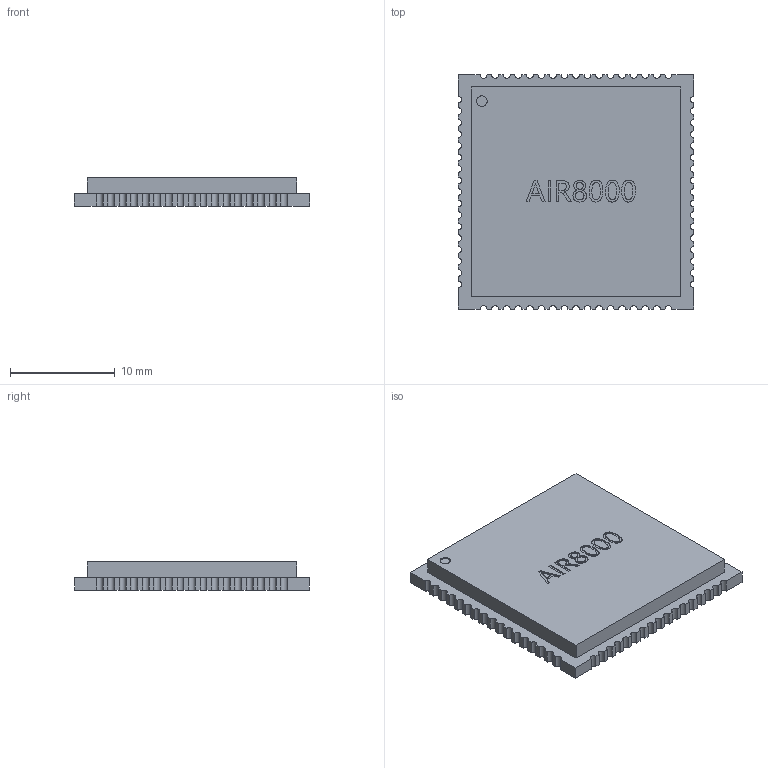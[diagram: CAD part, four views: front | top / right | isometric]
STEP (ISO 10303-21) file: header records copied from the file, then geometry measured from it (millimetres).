
FILE_DESCRIPTION(('FreeCAD Model'),'2;1');
FILE_NAME('Open CASCADE Shape Model','2025-09-17T14:10:17',(''),(''), 'Open CASCADE STEP processor 7.5','FreeCAD','Unknown');
FILE_SCHEMA(('AUTOMOTIVE_DESIGN { 1 0 10303 214 1 1 1 1 }'));
Length unit declared in the file: millimetre
Products named in the file (1): Air8000~AIR8000~J296
Bounding box: 22.43 x 22.3 x 2.7 mm (x, y, z)
Volume: 1185.8 mm3; surface area: 1242.2 mm2
Topology: 1 solids, 1 shells, 239 faces, 663 edges, 442 vertices
Faces by surface type: plane 122, cylinder 69, bspline 48
Full cylindrical faces by diameter (mm): 1 x1
Entity records: 18140 total; most frequent: CARTESIAN_POINT 3595, DIRECTION 2223, LINE 1425, VECTOR 1425, ORIENTED_EDGE 1326, PCURVE 1326, DEFINITIONAL_REPRESENTATION 1326, EDGE_CURVE 663
